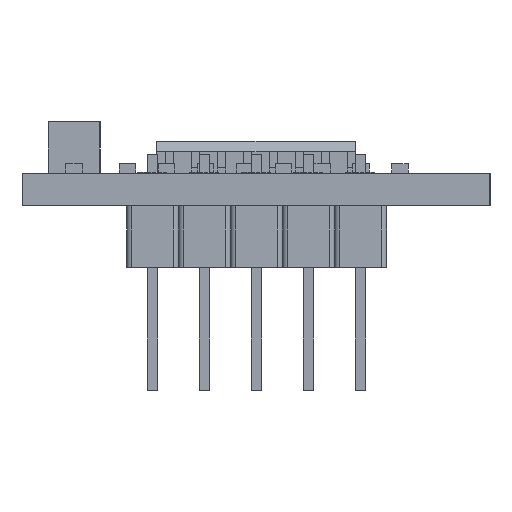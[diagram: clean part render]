
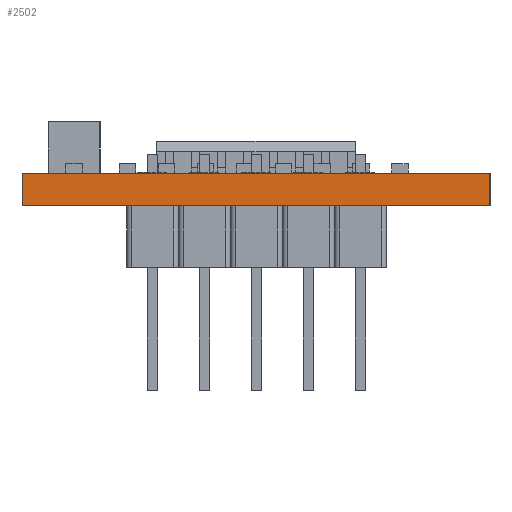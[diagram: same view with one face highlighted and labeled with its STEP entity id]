
A CAD part, left-side view. The second image highlights one B-rep face of the part: STEP entity #2502.
In plain terms, the highlighted planar face has unit normal (-1, 0, 0).
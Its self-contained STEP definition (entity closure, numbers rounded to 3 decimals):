
#2450=CARTESIAN_POINT('Vertex',(-15.24,11.43,0.)) ;
#2453=CARTESIAN_POINT('Line Origine',(-15.24,11.43,0.8)) ;
#2457=CARTESIAN_POINT('Vertex',(-15.24,11.43,1.6)) ;
#2472=CARTESIAN_POINT('Axis2P3D Location',(-15.24,-11.43,0.)) ;
#2477=CARTESIAN_POINT('Line Origine',(-15.24,0.,0.)) ;
#2481=CARTESIAN_POINT('Vertex',(-15.24,-11.43,0.)) ;
#2484=CARTESIAN_POINT('Line Origine',(-15.24,-11.43,0.8)) ;
#2488=CARTESIAN_POINT('Vertex',(-15.24,-11.43,1.6)) ;
#2491=CARTESIAN_POINT('Line Origine',(-15.24,0.,1.6)) ;
#2454=DIRECTION('Vector Direction',(0.,0.,1.)) ;
#2473=DIRECTION('Axis2P3D Direction',(1.,0.,0.)) ;
#2474=DIRECTION('Axis2P3D XDirection',(0.,1.,0.)) ;
#2478=DIRECTION('Vector Direction',(0.,1.,0.)) ;
#2485=DIRECTION('Vector Direction',(0.,0.,1.)) ;
#2492=DIRECTION('Vector Direction',(0.,1.,0.)) ;
#2475=AXIS2_PLACEMENT_3D('Plane Axis2P3D',#2472,#2473,#2474) ;
#2497=ORIENTED_EDGE('',*,*,#2459,.F.) ;
#2498=ORIENTED_EDGE('',*,*,#2483,.T.) ;
#2499=ORIENTED_EDGE('',*,*,#2490,.T.) ;
#2500=ORIENTED_EDGE('',*,*,#2495,.F.) ;
#2455=VECTOR('Line Direction',#2454,1.) ;
#2479=VECTOR('Line Direction',#2478,1.) ;
#2486=VECTOR('Line Direction',#2485,1.) ;
#2493=VECTOR('Line Direction',#2492,1.) ;
#2502=ADVANCED_FACE('Corps principal',(#2501),#2476,.F.) ;
#2459=EDGE_CURVE('',#2451,#2458,#2456,.T.) ;
#2483=EDGE_CURVE('',#2451,#2482,#2480,.F.) ;
#2490=EDGE_CURVE('',#2482,#2489,#2487,.T.) ;
#2495=EDGE_CURVE('',#2458,#2489,#2494,.F.) ;
#2496=EDGE_LOOP('',(#2497,#2498,#2499,#2500)) ;
#2501=FACE_OUTER_BOUND('',#2496,.T.) ;
#2456=LINE('Line',#2453,#2455) ;
#2480=LINE('Line',#2477,#2479) ;
#2487=LINE('Line',#2484,#2486) ;
#2494=LINE('Line',#2491,#2493) ;
#2476=PLANE('Plane',#2475) ;
#2451=VERTEX_POINT('',#2450) ;
#2458=VERTEX_POINT('',#2457) ;
#2482=VERTEX_POINT('',#2481) ;
#2489=VERTEX_POINT('',#2488) ;
